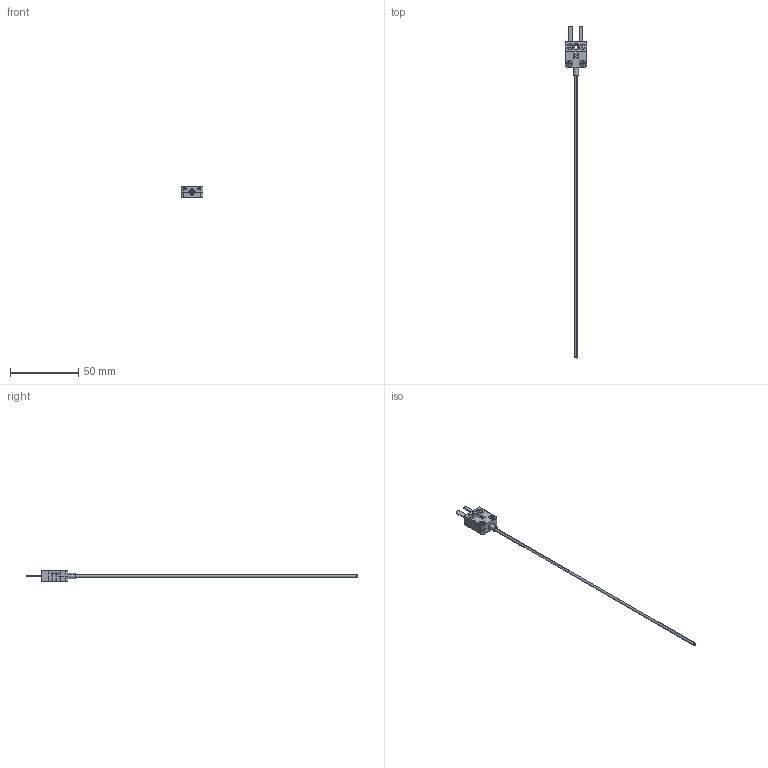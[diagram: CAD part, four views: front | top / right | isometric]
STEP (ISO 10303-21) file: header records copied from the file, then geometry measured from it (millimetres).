
FILE_DESCRIPTION (( 'STEP AP214' ), '1' );
FILE_NAME ('16-0001-MCH.STEP', '2024-06-10T08:01:56', ( '' ), ( '' ), 'SwSTEP 2.0', 'SolidWorks 2022', '' );
FILE_SCHEMA (( 'AUTOMOTIVE_DESIGN' ));
Length unit declared in the file: millimetre
Products named in the file (9): Mini quetchhülse 3mm; MSC_Koerper_HT; MSC_HT; 16-0102xx-BL20_D2; 16-0001-MCH; Plus-2; Minus-2; MSC_Deckel_HT - N; pan head cross recess screw_din_ISO 7045 - M2.5 x 5 - Z --- 5N
Assembly tree (9 placements, depth 3):
  16-0001-MCH
    16-0102xx-BL20_D2
    Mini quetchhülse 3mm
    MSC_HT
      MSC_Koerper_HT
      Plus-2
      Minus-2
      pan head cross recess screw_din_ISO 7045 - M2.5 x 5 - Z --- 5N  x2
      MSC_Deckel_HT - N
Bounding box: 16 x 244.1 x 8 mm (x, y, z)
Volume: 3002.4 mm3; surface area: 4404.7 mm2
Topology: 8 solids, 8 shells, 283 faces, 717 edges, 457 vertices
Faces by surface type: plane 166, cylinder 75, cone 26, torus 10, sphere 6
Entity records: 7859 total; most frequent: DIRECTION 1314, CARTESIAN_POINT 1306, ORIENTED_EDGE 1222, EDGE_CURVE 611, AXIS2_PLACEMENT_3D 465, VERTEX_POINT 397, VECTOR 384, LINE 384
